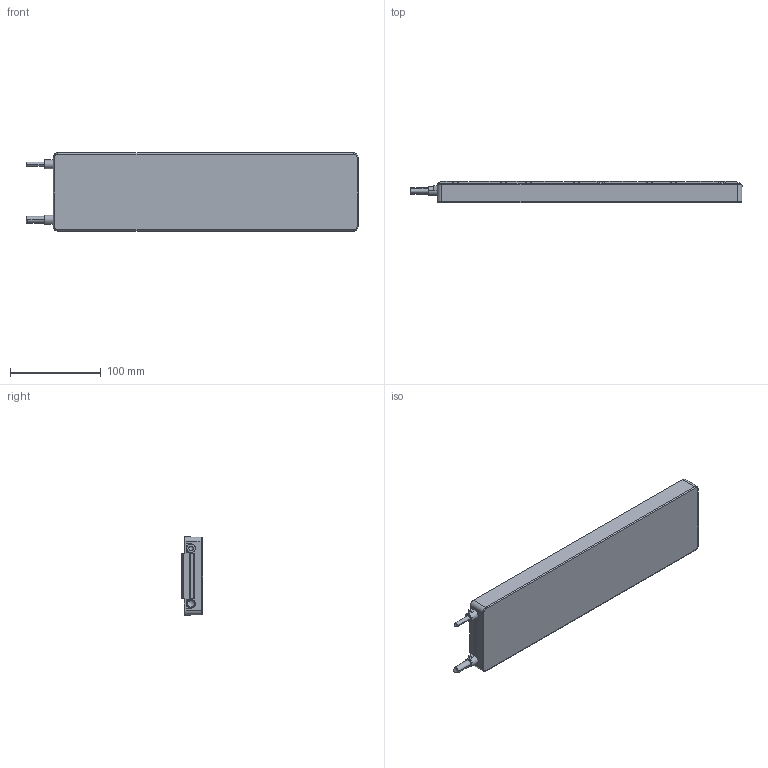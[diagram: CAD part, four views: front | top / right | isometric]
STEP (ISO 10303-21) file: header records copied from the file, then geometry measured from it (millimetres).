
FILE_DESCRIPTION((''),'2;1');
FILE_NAME('LMG20-050','2016-12-20T',('ch5526'),(''),'PRO/ENGINEER BY PARAMETRIC TECHNOLOGY CORPORATION, 2014000','PRO/ENGINEER BY PARAMETRIC TECHNOLOGY CORPORATION, 2014000','');
FILE_SCHEMA(('CONFIG_CONTROL_DESIGN'));
Length unit declared in the file: millimetre
Products named in the file (1): LMG20-050
Bounding box: 365 x 23.15 x 86 mm (x, y, z)
Volume: 623851.5 mm3; surface area: 90313.7 mm2
Topology: 1 solids, 3 shells, 341 faces, 975 edges, 632 vertices
Faces by surface type: plane 256, cylinder 81, torus 4
Entity records: 13757 total; most frequent: CARTESIAN_POINT 2337, ORIENTED_EDGE 1950, DIRECTION 1766, EDGE_CURVE 975, VECTOR 782, LINE 782, VERTEX_POINT 632, AXIS2_PLACEMENT_3D 492
